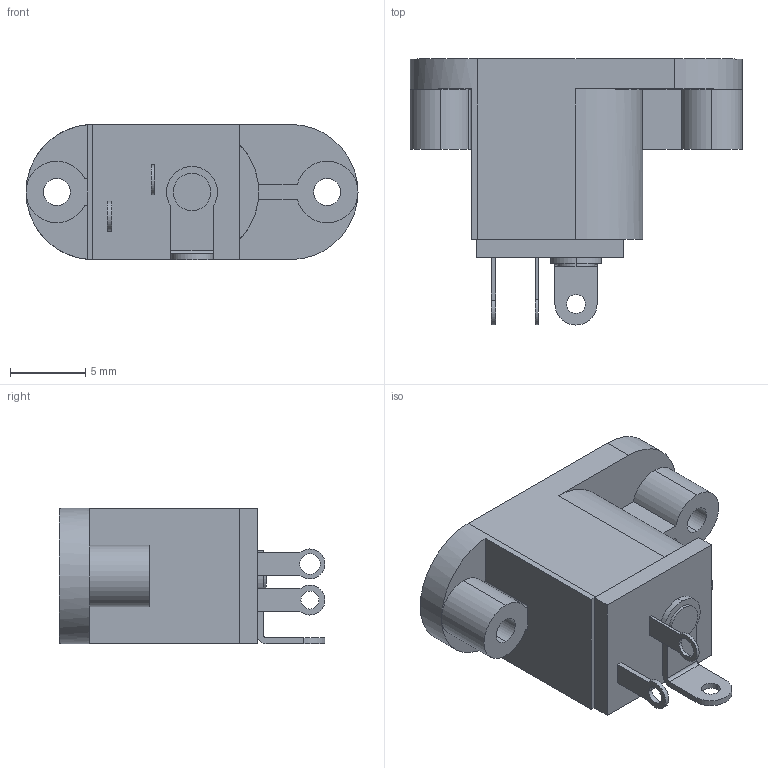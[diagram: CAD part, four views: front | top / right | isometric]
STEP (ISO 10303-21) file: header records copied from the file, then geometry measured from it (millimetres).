
FILE_DESCRIPTION (( 'STEP AP214' ), '1' );
FILE_NAME ('EJ505B.STEP', '2023-12-19T16:24:04', ( '' ), ( '' ), 'SwSTEP 2.0', 'SolidWorks 2021', '' );
FILE_SCHEMA (( 'AUTOMOTIVE_DESIGN' ));
Length unit declared in the file: millimetre
Products named in the file (1): EJ505B
Bounding box: 22.1 x 17.7 x 9 mm (x, y, z)
Volume: 1040.1 mm3; surface area: 1814.9 mm2
Topology: 6 solids, 6 shells, 118 faces, 306 edges, 202 vertices
Faces by surface type: plane 65, cylinder 51, torus 2
Entity records: 3761 total; most frequent: DIRECTION 660, CARTESIAN_POINT 627, ORIENTED_EDGE 612, EDGE_CURVE 306, AXIS2_PLACEMENT_3D 235, VERTEX_POINT 202, VECTOR 190, LINE 190
